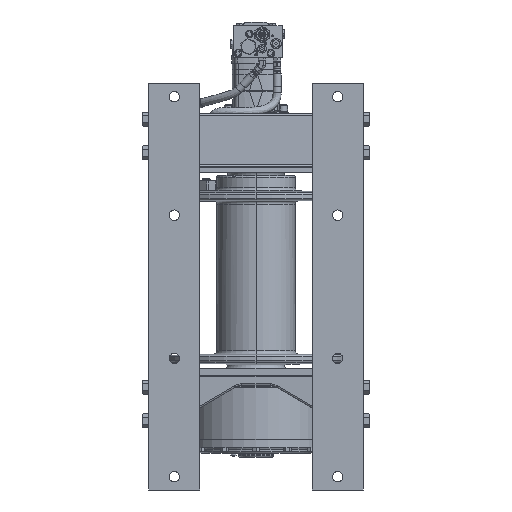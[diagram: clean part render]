
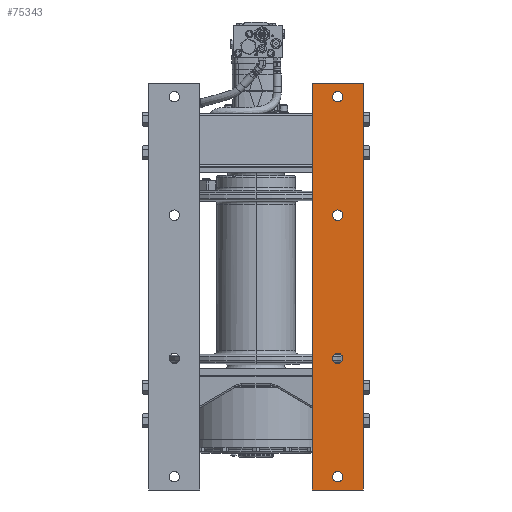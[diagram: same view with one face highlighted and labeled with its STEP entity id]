
A CAD part, front view. The second image highlights one B-rep face of the part: STEP entity #75343.
In plain terms, the highlighted planar face has unit normal (0, -1, 0).
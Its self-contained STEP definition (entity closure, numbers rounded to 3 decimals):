
#74680=DIRECTION('',(0.,0.,-1.));
#74681=VECTOR('',#74680,31.75);
#74682=CARTESIAN_POINT('',(4.375,-9.625,5.406));
#74683=LINE('',#74682,#74681);
#74684=DIRECTION('',(-1.,0.,0.));
#74685=VECTOR('',#74684,4.);
#74686=CARTESIAN_POINT('',(8.375,-9.625,5.406));
#74687=LINE('',#74686,#74685);
#74688=DIRECTION('',(0.,0.,1.));
#74689=VECTOR('',#74688,31.75);
#74690=CARTESIAN_POINT('',(8.375,-9.625,-26.344));
#74691=LINE('',#74690,#74689);
#74692=DIRECTION('',(1.,0.,0.));
#74693=VECTOR('',#74692,4.);
#74694=CARTESIAN_POINT('',(4.375,-9.625,-26.344));
#74695=LINE('',#74694,#74693);
#74696=CARTESIAN_POINT('',(6.375,-9.625,4.375));
#74697=DIRECTION('',(0.,1.,0.));
#74698=DIRECTION('',(-1.,0.,0.));
#74699=AXIS2_PLACEMENT_3D('',#74696,#74697,#74698);
#74701=CARTESIAN_POINT('',(6.375,-9.625,4.375));
#74702=DIRECTION('',(0.,1.,0.));
#74703=DIRECTION('',(1.,0.,0.));
#74704=AXIS2_PLACEMENT_3D('',#74701,#74702,#74703);
#74706=CARTESIAN_POINT('',(6.375,-9.625,-4.875));
#74707=DIRECTION('',(0.,1.,0.));
#74708=DIRECTION('',(-1.,0.,0.));
#74709=AXIS2_PLACEMENT_3D('',#74706,#74707,#74708);
#74711=CARTESIAN_POINT('',(6.375,-9.625,-4.875));
#74712=DIRECTION('',(0.,1.,0.));
#74713=DIRECTION('',(1.,0.,0.));
#74714=AXIS2_PLACEMENT_3D('',#74711,#74712,#74713);
#74716=CARTESIAN_POINT('',(6.375,-9.625,-16.063));
#74717=DIRECTION('',(0.,1.,0.));
#74718=DIRECTION('',(-1.,0.,0.));
#74719=AXIS2_PLACEMENT_3D('',#74716,#74717,#74718);
#74721=CARTESIAN_POINT('',(6.375,-9.625,-16.063));
#74722=DIRECTION('',(0.,1.,0.));
#74723=DIRECTION('',(1.,0.,0.));
#74724=AXIS2_PLACEMENT_3D('',#74721,#74722,#74723);
#74726=CARTESIAN_POINT('',(6.375,-9.625,-25.313));
#74727=DIRECTION('',(0.,1.,0.));
#74728=DIRECTION('',(-1.,0.,0.));
#74729=AXIS2_PLACEMENT_3D('',#74726,#74727,#74728);
#74731=CARTESIAN_POINT('',(6.375,-9.625,-25.313));
#74732=DIRECTION('',(0.,1.,0.));
#74733=DIRECTION('',(1.,0.,0.));
#74734=AXIS2_PLACEMENT_3D('',#74731,#74732,#74733);
#75178=CARTESIAN_POINT('',(5.969,-9.625,-4.875));
#75180=VERTEX_POINT('',#75178);
#75182=CARTESIAN_POINT('',(4.375,-9.625,5.406));
#75183=CARTESIAN_POINT('',(4.375,-9.625,-26.344));
#75184=VERTEX_POINT('',#75182);
#75185=VERTEX_POINT('',#75183);
#75188=CARTESIAN_POINT('',(6.781,-9.625,-4.875));
#75189=VERTEX_POINT('',#75188);
#75190=CARTESIAN_POINT('',(8.375,-9.625,5.406));
#75192=VERTEX_POINT('',#75190);
#75194=CARTESIAN_POINT('',(5.969,-9.625,4.375));
#75195=CARTESIAN_POINT('',(6.781,-9.625,4.375));
#75196=VERTEX_POINT('',#75194);
#75197=VERTEX_POINT('',#75195);
#75198=CARTESIAN_POINT('',(8.375,-9.625,-26.344));
#75199=VERTEX_POINT('',#75198);
#75210=CARTESIAN_POINT('',(5.969,-9.625,-16.063));
#75211=CARTESIAN_POINT('',(6.781,-9.625,-16.063));
#75212=VERTEX_POINT('',#75210);
#75213=VERTEX_POINT('',#75211);
#75226=CARTESIAN_POINT('',(5.969,-9.625,-25.313));
#75227=CARTESIAN_POINT('',(6.781,-9.625,-25.313));
#75228=VERTEX_POINT('',#75226);
#75229=VERTEX_POINT('',#75227);
#75306=CARTESIAN_POINT('',(8.375,-9.625,-26.344));
#75307=DIRECTION('',(0.,1.,0.));
#75308=DIRECTION('',(0.,0.,-1.));
#75309=AXIS2_PLACEMENT_3D('',#75306,#75307,#75308);
#75310=PLANE('',#75309);
#75312=ORIENTED_EDGE('',*,*,#75311,.F.);
#75314=ORIENTED_EDGE('',*,*,#75313,.F.);
#75316=ORIENTED_EDGE('',*,*,#75315,.F.);
#75318=ORIENTED_EDGE('',*,*,#75317,.F.);
#75319=EDGE_LOOP('',(#75312,#75314,#75316,#75318));
#75320=FACE_OUTER_BOUND('',#75319,.F.);
#75322=ORIENTED_EDGE('',*,*,#75321,.F.);
#75324=ORIENTED_EDGE('',*,*,#75323,.F.);
#75325=EDGE_LOOP('',(#75322,#75324));
#75326=FACE_BOUND('',#75325,.F.);
#75327=ORIENTED_EDGE('',*,*,#75269,.F.);
#75328=ORIENTED_EDGE('',*,*,#75290,.F.);
#75329=EDGE_LOOP('',(#75327,#75328));
#75330=FACE_BOUND('',#75329,.F.);
#75332=ORIENTED_EDGE('',*,*,#75331,.F.);
#75334=ORIENTED_EDGE('',*,*,#75333,.F.);
#75335=EDGE_LOOP('',(#75332,#75334));
#75336=FACE_BOUND('',#75335,.F.);
#75338=ORIENTED_EDGE('',*,*,#75337,.F.);
#75340=ORIENTED_EDGE('',*,*,#75339,.F.);
#75341=EDGE_LOOP('',(#75338,#75340));
#75342=FACE_BOUND('',#75341,.F.);
#74700=CIRCLE('',#74699,0.406);
#74705=CIRCLE('',#74704,0.406);
#74710=CIRCLE('',#74709,0.406);
#74715=CIRCLE('',#74714,0.406);
#74720=CIRCLE('',#74719,0.406);
#74725=CIRCLE('',#74724,0.406);
#74730=CIRCLE('',#74729,0.406);
#74735=CIRCLE('',#74734,0.406);
#75269=EDGE_CURVE('',#75180,#75189,#74710,.T.);
#75290=EDGE_CURVE('',#75189,#75180,#74715,.T.);
#75311=EDGE_CURVE('',#75184,#75185,#74683,.T.);
#75313=EDGE_CURVE('',#75192,#75184,#74687,.T.);
#75315=EDGE_CURVE('',#75199,#75192,#74691,.T.);
#75317=EDGE_CURVE('',#75185,#75199,#74695,.T.);
#75321=EDGE_CURVE('',#75196,#75197,#74700,.T.);
#75323=EDGE_CURVE('',#75197,#75196,#74705,.T.);
#75331=EDGE_CURVE('',#75212,#75213,#74720,.T.);
#75333=EDGE_CURVE('',#75213,#75212,#74725,.T.);
#75337=EDGE_CURVE('',#75228,#75229,#74730,.T.);
#75339=EDGE_CURVE('',#75229,#75228,#74735,.T.);
#75343=ADVANCED_FACE('',(#75320,#75326,#75330,#75336,#75342),#75310,.F.);
